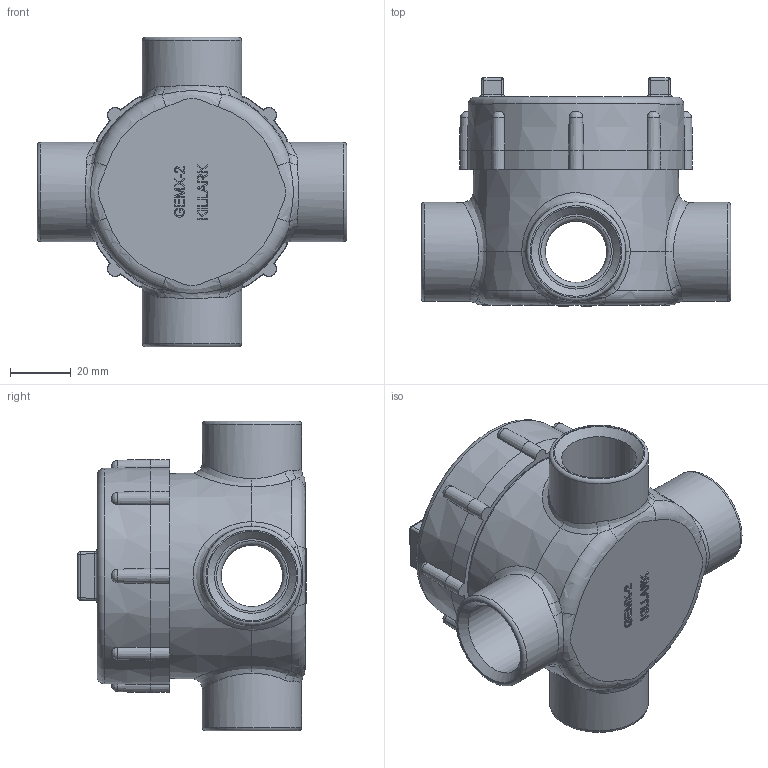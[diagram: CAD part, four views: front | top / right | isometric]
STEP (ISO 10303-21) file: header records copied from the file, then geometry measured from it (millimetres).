
FILE_DESCRIPTION(/* description */ (''),/* implementation_level */ '2;1');
FILE_NAME(/* name */ 'KIL_GEMX-2.stp',/* time_stamp */ '2021-05-10T21:16:06+06:00',/* author */ ('lsugumaran'),/* organization */ (''),/* preprocessor_version */ 'ST-DEVELOPER v18',/* originating_system */ 'Autodesk Inventor 2020',/* authorisation */ '');
FILE_SCHEMA (('AUTOMOTIVE_DESIGN { 1 0 10303 214 3 1 1 }'));
Length unit declared in the file: inch
Products named in the file (3): GEJET-5; 22497; 03975-2
Assembly tree (2 placements, depth 2):
  GEJET-5
    22497
    03975-2
Bounding box: 101.6 x 74.99 x 101.6 mm (x, y, z)
Volume: 134167.1 mm3; surface area: 59739.3 mm2
Topology: 2 solids, 2 shells, 723 faces, 1854 edges, 1187 vertices
Faces by surface type: plane 309, bspline 272, cylinder 56, cone 44, torus 32, sphere 10
Full cylindrical faces by diameter (mm): 3.52 x1, 20.117 x4, 24.511 x4, 32.537 x4, 64.77 x1, 66.421 x1
Entity records: 31479 total; most frequent: CARTESIAN_POINT 15474, ORIENTED_EDGE 3702, DIRECTION 2614, EDGE_CURVE 1851, VERTEX_POINT 1187, LINE 910, VECTOR 910, AXIS2_PLACEMENT_3D 852
